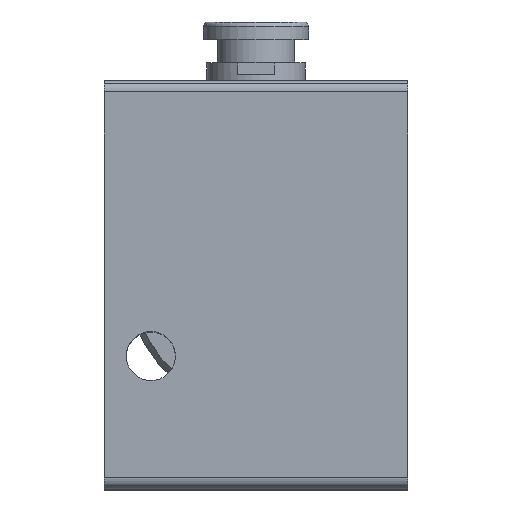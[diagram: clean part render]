
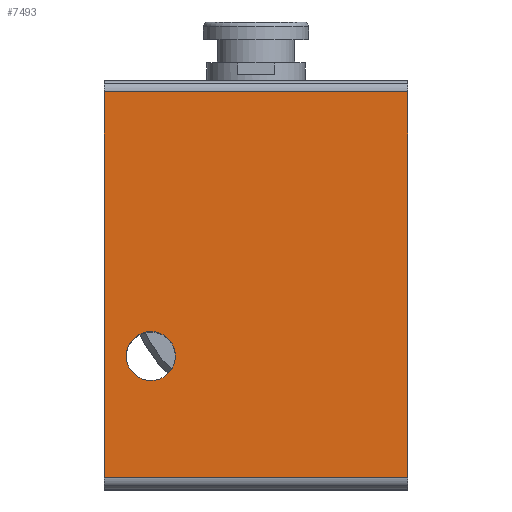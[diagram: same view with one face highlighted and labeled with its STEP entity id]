
A CAD part, top view. The second image highlights one B-rep face of the part: STEP entity #7493.
In plain terms, the highlighted face is planar.
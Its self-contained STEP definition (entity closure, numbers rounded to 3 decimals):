
#227=CARTESIAN_POINT('',(-11.,-6.25,-5.5));
#228=VERTEX_POINT('',#227);
#237=CARTESIAN_POINT('',(-11.,-6.25,-9.7));
#238=VERTEX_POINT('',#237);
#239=CARTESIAN_POINT('',(-11.,-6.25,-7.6));
#240=DIRECTION('',(0.0,1.0,0.0));
#241=DIRECTION('',(0.0,0.0,1.0));
#242=AXIS2_PLACEMENT_3D('',#239,#240,#241);
#243=CIRCLE('',#242,2.1);
#244=EDGE_CURVE('',#238,#228,#243,.T.);
#5793=CARTESIAN_POINT('',(11.0,-6.25,15.));
#5794=VERTEX_POINT('',#5793);
#5802=CARTESIAN_POINT('',(11.0,-6.25,-18.));
#5803=VERTEX_POINT('',#5802);
#5804=CARTESIAN_POINT('',(11.0,-6.25,-18.));
#5805=DIRECTION('',(0.0,0.0,1.0));
#5806=VECTOR('',#5805,33.);
#5807=LINE('',#5804,#5806);
#5808=EDGE_CURVE('',#5803,#5794,#5807,.T.);
#6013=CARTESIAN_POINT('',(-15.0,-6.25,-18.));
#6014=VERTEX_POINT('',#6013);
#6015=CARTESIAN_POINT('',(11.0,-6.25,-18.));
#6016=DIRECTION('',(-1.0,0.0,0.0));
#6017=VECTOR('',#6016,26.0);
#6018=LINE('',#6015,#6017);
#6019=EDGE_CURVE('',#5803,#6014,#6018,.T.);
#6079=CARTESIAN_POINT('',(-15.0,-6.25,15.));
#6080=VERTEX_POINT('',#6079);
#6088=CARTESIAN_POINT('',(-15.0,-6.25,15.));
#6089=DIRECTION('',(1.0,0.0,0.0));
#6090=VECTOR('',#6089,26.0);
#6091=LINE('',#6088,#6090);
#6092=EDGE_CURVE('',#6080,#5794,#6091,.T.);
#7431=CARTESIAN_POINT('',(-11.,-6.25,-7.6));
#7432=DIRECTION('',(0.0,1.0,0.0));
#7433=DIRECTION('',(0.0,0.0,1.0));
#7434=AXIS2_PLACEMENT_3D('',#7431,#7432,#7433);
#7435=CIRCLE('',#7434,2.1);
#7436=EDGE_CURVE('',#228,#238,#7435,.T.);
#7447=CARTESIAN_POINT('',(-15.0,-6.25,15.));
#7448=DIRECTION('',(0.0,0.0,-1.0));
#7449=VECTOR('',#7448,33.);
#7450=LINE('',#7447,#7449);
#7451=EDGE_CURVE('',#6080,#6014,#7450,.T.);
#7478=CARTESIAN_POINT('',(-2.,-6.25,-1.5));
#7479=DIRECTION('',(0.0,1.0,0.0));
#7480=DIRECTION('',(0.0,0.0,1.0));
#7481=AXIS2_PLACEMENT_3D('',#7478,#7479,#7480);
#7482=PLANE('',#7481);
#7483=ORIENTED_EDGE('',*,*,#6019,.F.);
#7484=ORIENTED_EDGE('',*,*,#5808,.T.);
#7485=ORIENTED_EDGE('',*,*,#6092,.F.);
#7486=ORIENTED_EDGE('',*,*,#7451,.T.);
#7487=EDGE_LOOP('',(#7483,#7484,#7485,#7486));
#7488=FACE_OUTER_BOUND('',#7487,.T.);
#7489=ORIENTED_EDGE('',*,*,#244,.T.);
#7490=ORIENTED_EDGE('',*,*,#7436,.T.);
#7491=EDGE_LOOP('',(#7489,#7490));
#7492=FACE_BOUND('',#7491,.T.);
#7493=ADVANCED_FACE('',(#7488,#7492),#7482,.F.);
